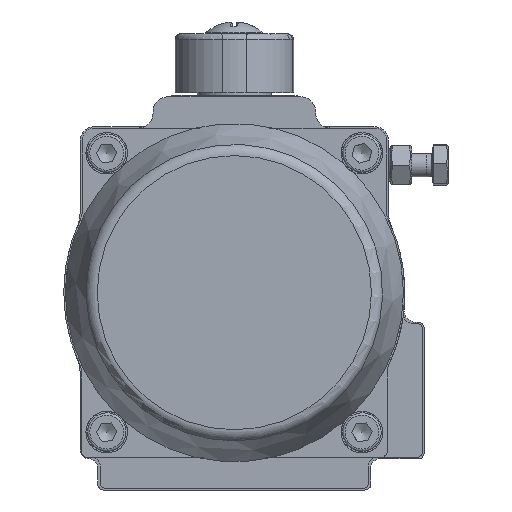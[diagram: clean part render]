
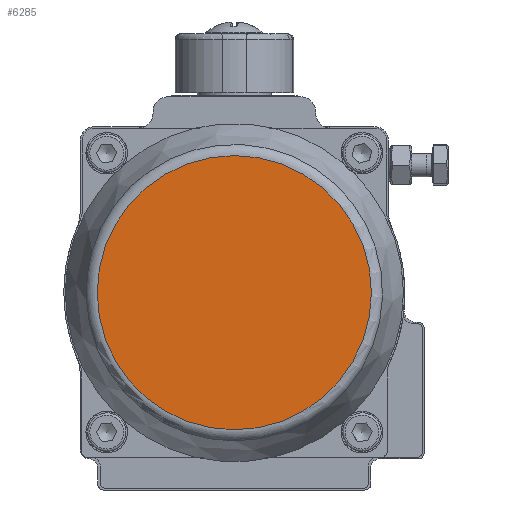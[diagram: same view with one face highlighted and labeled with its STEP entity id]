
A CAD part, front view. The second image highlights one B-rep face of the part: STEP entity #6285.
In plain terms, the highlighted planar face has unit normal (0, -1, 0).
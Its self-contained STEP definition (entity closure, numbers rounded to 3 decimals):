
#1611=FACE_OUTER_BOUND('',#10341,.T.);
#2143=PLANE('',#24669);
#6285=ADVANCED_FACE('',(#1611),#2143,.T.);
#8148=CIRCLE('',#24668,46.198);
#10341=EDGE_LOOP('',(#16263));
#16263=ORIENTED_EDGE('',*,*,#21706,.T.);
#18684=VERTEX_POINT('',#42430);
#21706=EDGE_CURVE('',#18684,#18684,#8148,.T.);
#24668=AXIS2_PLACEMENT_3D('',#42429,#30999,#31000);
#24669=AXIS2_PLACEMENT_3D('',#42431,#31001,#31002);
#30999=DIRECTION('',(0.,-1.,0.));
#31000=DIRECTION('',(0.,0.,-1.));
#31001=DIRECTION('',(0.,-1.,0.));
#31002=DIRECTION('',(0.,0.,-1.));
#42429=CARTESIAN_POINT('',(0.,-34.,0.));
#42430=CARTESIAN_POINT('',(0.,-34.,-46.198));
#42431=CARTESIAN_POINT('',(0.,-34.,0.));
